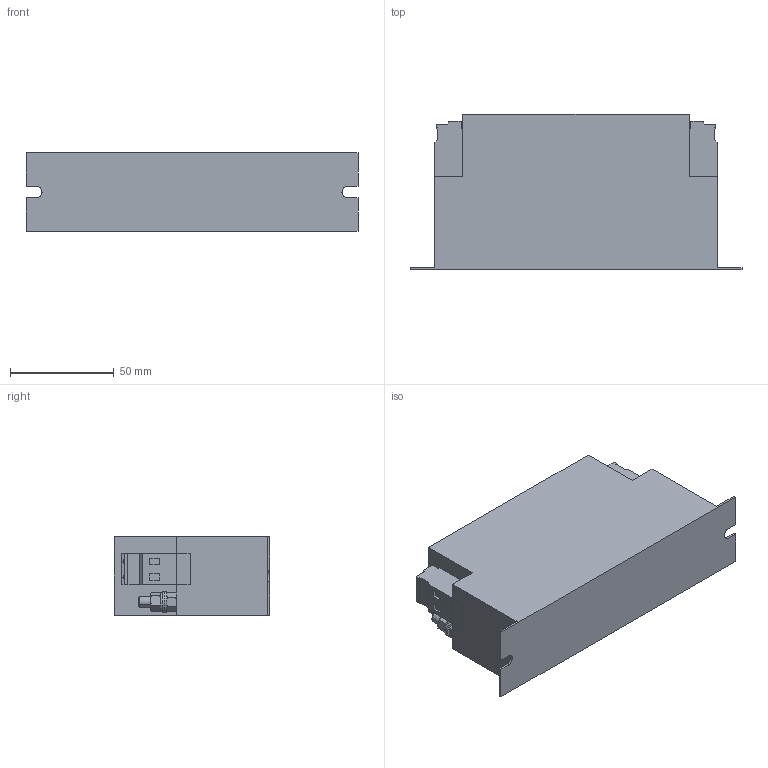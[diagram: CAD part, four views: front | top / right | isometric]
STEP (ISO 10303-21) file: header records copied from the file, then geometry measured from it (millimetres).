
FILE_DESCRIPTION (( 'STEP AP214' ), '1' );
FILE_NAME ('192631.STEP', '2020-05-28T22:47:42', ( '' ), ( '' ), 'SwSTEP 2.0', 'SolidWorks 2018', '' );
FILE_SCHEMA (( 'AUTOMOTIVE_DESIGN' ));
Length unit declared in the file: millimetre
Products named in the file (1): 192631
Bounding box: 160 x 75 x 38 mm (x, y, z)
Volume: 369336.8 mm3; surface area: 39420.9 mm2
Topology: 1 solids, 1 shells, 198 faces, 476 edges, 296 vertices
Faces by surface type: plane 112, cone 52, cylinder 30, torus 4
Entity records: 5954 total; most frequent: CARTESIAN_POINT 1427, ORIENTED_EDGE 952, DIRECTION 886, EDGE_CURVE 476, AXIS2_PLACEMENT_3D 315, VERTEX_POINT 296, VECTOR 256, LINE 256
